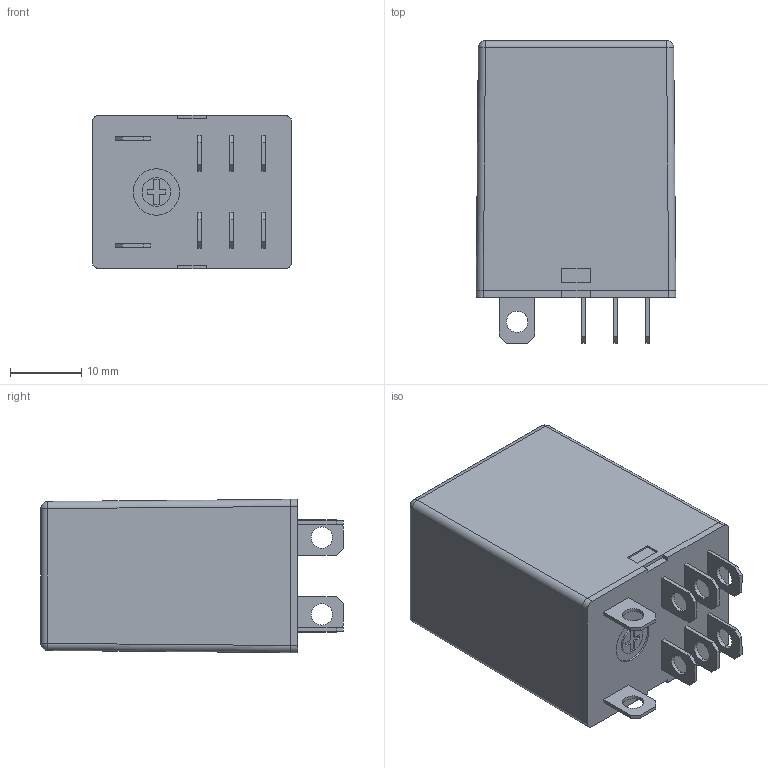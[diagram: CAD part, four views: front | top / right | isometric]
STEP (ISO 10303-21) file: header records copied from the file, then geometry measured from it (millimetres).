
FILE_DESCRIPTION (( 'STEP AP214' ), '1' );
FILE_NAME ('QL2X1-D24.STEP', '2013-12-02T18:54:26', ( '' ), ( '' ), 'SwSTEP 2.0', 'SolidWorks 2013', '' );
FILE_SCHEMA (( 'AUTOMOTIVE_DESIGN' ));
Length unit declared in the file: millimetre
Products named in the file (1): QL2X1-D24
Bounding box: 28 x 42.4 x 21.5 mm (x, y, z)
Volume: 21148 mm3; surface area: 5074.7 mm2
Topology: 1 solids, 1 shells, 137 faces, 346 edges, 220 vertices
Faces by surface type: plane 101, cylinder 32, sphere 4
Entity records: 5589 total; most frequent: CARTESIAN_POINT 724, ORIENTED_EDGE 684, DIRECTION 662, EDGE_CURVE 342, VECTOR 282, LINE 282, VERTEX_POINT 220, AXIS2_PLACEMENT_3D 190
